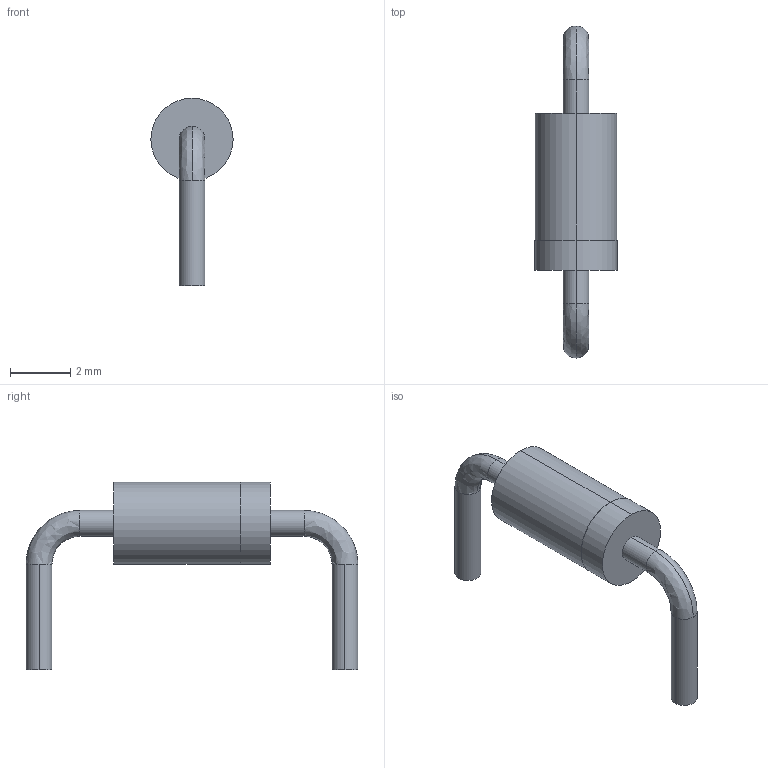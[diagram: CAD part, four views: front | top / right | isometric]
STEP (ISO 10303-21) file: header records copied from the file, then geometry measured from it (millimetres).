
FILE_DESCRIPTION (( 'STEP AP214' ), '1' );
FILE_NAME ('User Library-Diod DO-41 Horizontal.STEP', '2015-04-07T07:25:07', ( 'Windows User' ), ( '' ), 'SwSTEP 2.0', 'SolidWorks 2015', '' );
FILE_SCHEMA (( 'AUTOMOTIVE_DESIGN' ));
Length unit declared in the file: millimetre
Products named in the file (3): User Library-Diod DO-41 Horizontal; User Library-Diod DO-41 Horizontal_Diod DO-41 Part2; User Library-Diod DO-41 Horizontal_Diod DO-41 Part1
Assembly tree (3 placements, depth 2):
  User Library-Diod DO-41 Horizontal
    User Library-Diod DO-41 Horizontal_Diod DO-41 Part1
    User Library-Diod DO-41 Horizontal_Diod DO-41 Part2  x2
Bounding box: 2.73 x 11.02 x 6.22 mm (x, y, z)
Volume: 38.2 mm3; surface area: 95.1 mm2
Topology: 3 solids, 3 shells, 23 faces, 44 edges, 28 vertices
Faces by surface type: cylinder 12, plane 7, bspline 4
Entity records: 691 total; most frequent: CARTESIAN_POINT 97, DIRECTION 86, ORIENTED_EDGE 56, AXIS2_PLACEMENT_3D 39, EDGE_CURVE 28, UNCERTAINTY_MEASURE_WITH_UNIT 22, CIRCLE 20, PRESENTATION_LAYER_ASSIGNMENT 19
